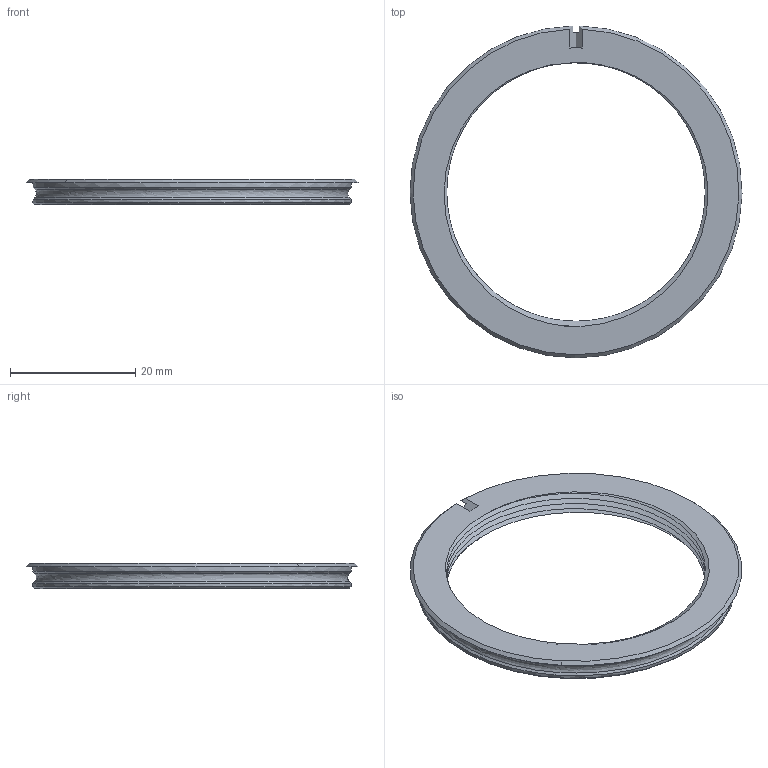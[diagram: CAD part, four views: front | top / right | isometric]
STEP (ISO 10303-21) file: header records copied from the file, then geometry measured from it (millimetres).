
FILE_DESCRIPTION(('HOOPS Exchange Step'),'2;1');
FILE_NAME('temp_export','2023-06-26T20:16:09+20:00',('gmoua'),('Shapr3D Limited'),'HOOPS Exchange 2022.2','Shapr3D','Authorized');
FILE_SCHEMA( ('AUTOMOTIVE_DESIGN { 1 0 10303 214 1 1 1 1 }') );
Length unit declared in the file: millimetre
Products named in the file (1): PENF M42 Mount Shift Top Plate
Bounding box: 53 x 53 x 4 mm (x, y, z)
Volume: 2474.6 mm3; surface area: 3304 mm2
Topology: 1 solids, 1 shells, 16 faces, 41 edges, 27 vertices
Faces by surface type: plane 5, bspline 5, cylinder 3, cone 3
Full cylindrical faces by diameter (mm): 50.8 x2
Entity records: 5413 total; most frequent: CARTESIAN_POINT 5037, ORIENTED_EDGE 82, DIRECTION 59, EDGE_CURVE 41, VERTEX_POINT 27, AXIS2_PLACEMENT_3D 25, EDGE_LOOP 18, FACE_BOUND 18
